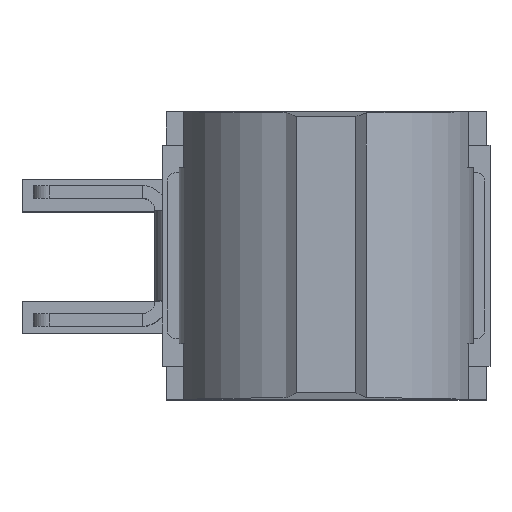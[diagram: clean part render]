
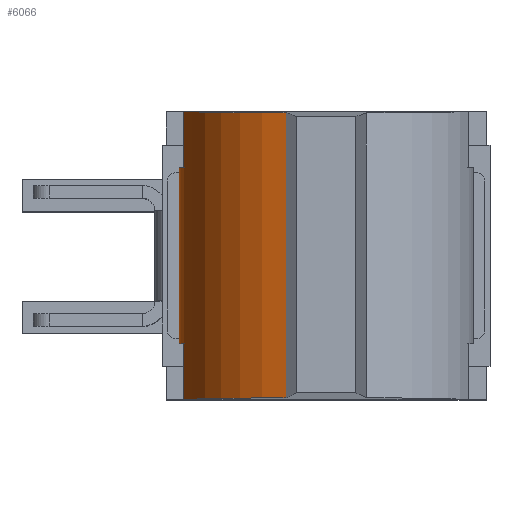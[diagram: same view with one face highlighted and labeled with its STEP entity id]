
A CAD part, top view. The second image highlights one B-rep face of the part: STEP entity #6066.
In plain terms, the highlighted cylindrical face has radius 5.84 mm (diameter 11.68 mm), a partial arc.
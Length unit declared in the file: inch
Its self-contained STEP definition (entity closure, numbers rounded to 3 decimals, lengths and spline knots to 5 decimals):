
#170=ELLIPSE('',#6401,0.22995,0.22992);
#174=ELLIPSE('',#6406,0.22995,0.22992);
#458=FACE_OUTER_BOUND('',#791,.T.);
#791=EDGE_LOOP('',(#4255,#4256,#4257,#4258,#4259,#4260,#4261,#4262));
#1173=LINE('',#8677,#1821);
#1177=LINE('',#8686,#1825);
#1178=LINE('',#8688,#1826);
#1179=LINE('',#8691,#1827);
#1821=VECTOR('',#7055,0.3937);
#1825=VECTOR('',#7065,0.3937);
#1826=VECTOR('',#7066,0.3937);
#1827=VECTOR('',#7069,0.3937);
#2429=CIRCLE('',#6448,0.22992);
#2430=CIRCLE('',#6450,0.22992);
#2559=VERTEX_POINT('',#8516);
#2560=VERTEX_POINT('',#8518);
#2564=VERTEX_POINT('',#8527);
#2570=VERTEX_POINT('',#8539);
#2615=VERTEX_POINT('',#8675);
#2616=VERTEX_POINT('',#8679);
#2618=VERTEX_POINT('',#8687);
#2619=VERTEX_POINT('',#8689);
#3175=EDGE_CURVE('',#2560,#2559,#170,.T.);
#3186=EDGE_CURVE('',#2564,#2570,#174,.T.);
#3253=EDGE_CURVE('',#2570,#2615,#1173,.T.);
#3255=EDGE_CURVE('',#2615,#2616,#2429,.T.);
#3258=EDGE_CURVE('',#2564,#2559,#1177,.T.);
#3259=EDGE_CURVE('',#2616,#2618,#1178,.T.);
#3260=EDGE_CURVE('',#2618,#2619,#2430,.T.);
#3261=EDGE_CURVE('',#2619,#2560,#1179,.T.);
#4255=ORIENTED_EDGE('',*,*,#3175,.T.);
#4256=ORIENTED_EDGE('',*,*,#3258,.F.);
#4257=ORIENTED_EDGE('',*,*,#3186,.T.);
#4258=ORIENTED_EDGE('',*,*,#3253,.T.);
#4259=ORIENTED_EDGE('',*,*,#3255,.T.);
#4260=ORIENTED_EDGE('',*,*,#3259,.T.);
#4261=ORIENTED_EDGE('',*,*,#3260,.T.);
#4262=ORIENTED_EDGE('',*,*,#3261,.T.);
#5966=CYLINDRICAL_SURFACE('',#6449,0.22992);
#6066=ADVANCED_FACE('',(#458),#5966,.T.);
#6401=AXIS2_PLACEMENT_3D('',#8519,#6906,#6907);
#6406=AXIS2_PLACEMENT_3D('',#8541,#6923,#6924);
#6448=AXIS2_PLACEMENT_3D('',#8681,#7059,#7060);
#6449=AXIS2_PLACEMENT_3D('',#8685,#7063,#7064);
#6450=AXIS2_PLACEMENT_3D('',#8690,#7067,#7068);
#6906=DIRECTION('center_axis',(0.,1.,
-0.016));
#6907=DIRECTION('ref_axis',(0.,0.016,1.));
#6923=DIRECTION('center_axis',(0.,-1.,
-0.015));
#6924=DIRECTION('ref_axis',(0.,-0.015,1.));
#7055=DIRECTION('',(0.,-1.,0.));
#7059=DIRECTION('center_axis',(0.,-1.,
0.));
#7060=DIRECTION('ref_axis',(-0.272,0.,0.962));
#7063=DIRECTION('center_axis',(0.,-1.,
0.));
#7064=DIRECTION('ref_axis',(-0.272,0.,0.962));
#7065=DIRECTION('',(0.,-1.,0.));
#7066=DIRECTION('',(0.,-1.,0.));
#7067=DIRECTION('center_axis',(0.,1.,
0.));
#7068=DIRECTION('ref_axis',(-0.272,0.,0.962));
#7069=DIRECTION('',(0.,-1.,0.));
#8516=CARTESIAN_POINT('',(0.08634,0.26416,0.68564));
#8518=CARTESIAN_POINT('',(-0.07389,0.26155,0.5211));
#8519=CARTESIAN_POINT('Origin',(0.14894,0.26065,0.4644));
#8527=CARTESIAN_POINT('',(0.08634,0.70909,0.68545));
#8539=CARTESIAN_POINT('',(-0.07389,0.71155,0.5209));
#8541=CARTESIAN_POINT('Origin',(0.14894,0.7124,0.46421));
#8675=CARTESIAN_POINT('',(-0.07389,0.62395,0.52094));
#8677=CARTESIAN_POINT('',(-0.07389,0.48655,0.521));
#8679=CARTESIAN_POINT('',(-0.08099,0.62393,0.46425));
#8681=CARTESIAN_POINT('Origin',(0.14894,0.62393,0.46425));
#8685=CARTESIAN_POINT('Origin',(0.14894,0.48653,0.46431));
#8686=CARTESIAN_POINT('',(0.08634,0.48662,0.68554));
#8687=CARTESIAN_POINT('',(-0.08099,0.34913,0.46437));
#8688=CARTESIAN_POINT('',(-0.08099,0.48653,0.46431));
#8689=CARTESIAN_POINT('',(-0.07389,0.34915,0.52106));
#8690=CARTESIAN_POINT('Origin',(0.14894,0.34913,0.46437));
#8691=CARTESIAN_POINT('',(-0.07389,0.48655,0.521));
